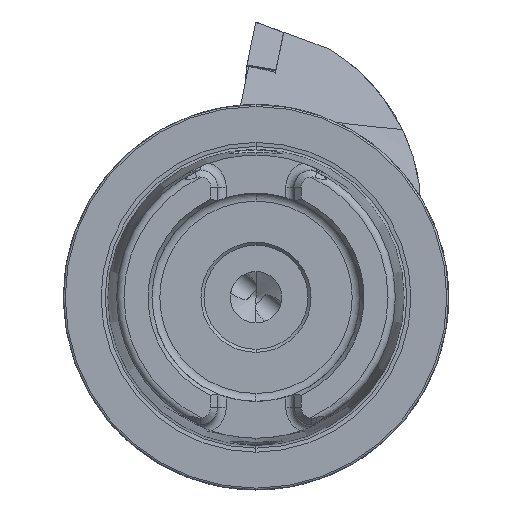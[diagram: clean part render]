
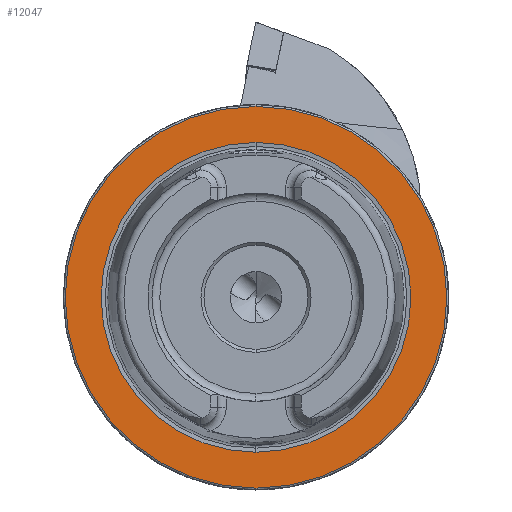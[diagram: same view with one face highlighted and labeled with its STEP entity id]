
A CAD part, left-side view. The second image highlights one B-rep face of the part: STEP entity #12047.
In plain terms, the highlighted planar face has unit normal (-1, 0, 0).
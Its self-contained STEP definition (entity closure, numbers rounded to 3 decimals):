
#218 = DIRECTION ( 'NONE',  ( -1., 0., 0. ) ) ;
#246 = VERTEX_POINT ( 'NONE', #9469 ) ;
#268 = EDGE_LOOP ( 'NONE', ( #10459, #3618 ) ) ;
#269 = AXIS2_PLACEMENT_3D ( 'NONE', #6421, #371, #7427 ) ;
#371 = DIRECTION ( 'NONE',  ( -1., 0., 0. ) ) ;
#496 = EDGE_CURVE ( 'NONE', #9762, #2043, #1764, .T. ) ;
#885 = ORIENTED_EDGE ( 'NONE', *, *, #3798, .F. ) ;
#936 = AXIS2_PLACEMENT_3D ( 'NONE', #9347, #3315, #10357 ) ;
#1517 = CARTESIAN_POINT ( 'NONE',  ( 0., 0., 25.324 ) ) ;
#1728 = EDGE_CURVE ( 'NONE', #246, #7968, #2229, .T. ) ;
#1764 = CIRCLE ( 'NONE', #7854, 25.324 ) ;
#2043 = VERTEX_POINT ( 'NONE', #10715 ) ;
#2229 = CIRCLE ( 'NONE', #7269, 31.2 ) ;
#2300 = AXIS2_PLACEMENT_3D ( 'NONE', #6262, #218, #7271 ) ;
#3315 = DIRECTION ( 'NONE',  ( 1., 0., 0. ) ) ;
#3618 = ORIENTED_EDGE ( 'NONE', *, *, #12061, .T. ) ;
#3630 = FACE_BOUND ( 'NONE', #11997, .T. ) ;
#3798 = EDGE_CURVE ( 'NONE', #2043, #9762, #11750, .T. ) ;
#4299 = PLANE ( 'NONE',  #936 ) ;
#4901 = ORIENTED_EDGE ( 'NONE', *, *, #496, .F. ) ;
#6262 = CARTESIAN_POINT ( 'NONE',  ( 0., 0., 0. ) ) ;
#6324 = FACE_OUTER_BOUND ( 'NONE', #268, .T. ) ;
#6421 = CARTESIAN_POINT ( 'NONE',  ( 0., 0., 0. ) ) ;
#7269 = AXIS2_PLACEMENT_3D ( 'NONE', #9303, #9385, #11607 ) ;
#7271 = DIRECTION ( 'NONE',  ( 0., 0., 1. ) ) ;
#7427 = DIRECTION ( 'NONE',  ( 0., 0., 1. ) ) ;
#7854 = AXIS2_PLACEMENT_3D ( 'NONE', #10699, #11039, #12755 ) ;
#7968 = VERTEX_POINT ( 'NONE', #12889 ) ;
#8055 = CIRCLE ( 'NONE', #269, 31.2 ) ;
#9303 = CARTESIAN_POINT ( 'NONE',  ( 0., 0., 0. ) ) ;
#9347 = CARTESIAN_POINT ( 'NONE',  ( 0., 31.2, 0. ) ) ;
#9385 = DIRECTION ( 'NONE',  ( -1., 0., 0. ) ) ;
#9469 = CARTESIAN_POINT ( 'NONE',  ( 0., 0., 31.2 ) ) ;
#9762 = VERTEX_POINT ( 'NONE', #1517 ) ;
#10357 = DIRECTION ( 'NONE',  ( 0., 0., -1. ) ) ;
#10459 = ORIENTED_EDGE ( 'NONE', *, *, #1728, .T. ) ;
#10699 = CARTESIAN_POINT ( 'NONE',  ( 0., 0., 0. ) ) ;
#10715 = CARTESIAN_POINT ( 'NONE',  ( 0., 0., -25.324 ) ) ;
#11039 = DIRECTION ( 'NONE',  ( -1., 0., 0. ) ) ;
#11607 = DIRECTION ( 'NONE',  ( 0., 0., 1. ) ) ;
#11750 = CIRCLE ( 'NONE', #2300, 25.324 ) ;
#11997 = EDGE_LOOP ( 'NONE', ( #4901, #885 ) ) ;
#12047 = ADVANCED_FACE ( 'NONE', ( #3630, #6324 ), #4299, .F. ) ;
#12061 = EDGE_CURVE ( 'NONE', #7968, #246, #8055, .T. ) ;
#12755 = DIRECTION ( 'NONE',  ( 0., 0., 1. ) ) ;
#12889 = CARTESIAN_POINT ( 'NONE',  ( 0., 0., -31.2 ) ) ;
